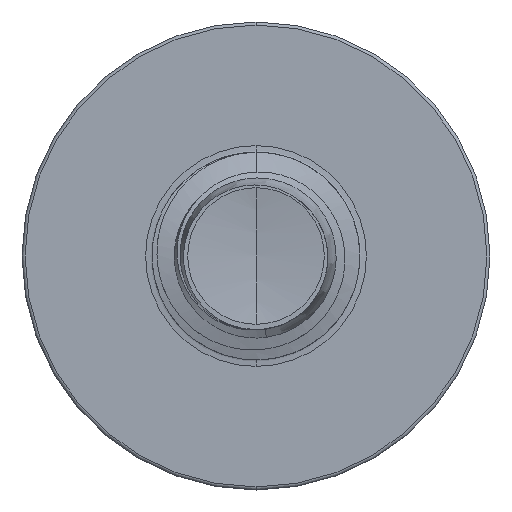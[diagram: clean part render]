
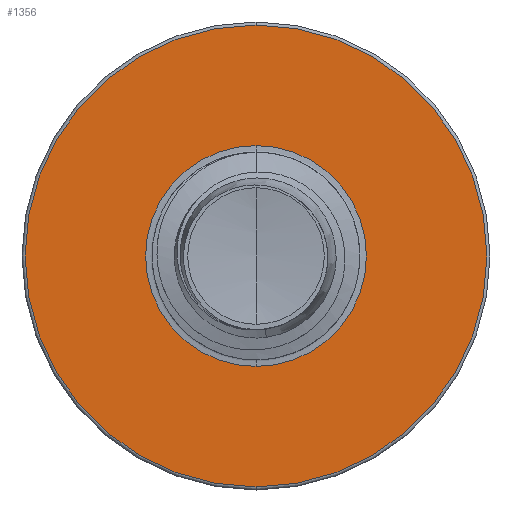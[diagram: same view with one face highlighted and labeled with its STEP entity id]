
A CAD part, front view. The second image highlights one B-rep face of the part: STEP entity #1356.
In plain terms, the highlighted planar face has unit normal (0, -1, 0).
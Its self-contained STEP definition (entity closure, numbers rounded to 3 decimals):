
#1308 = CARTESIAN_POINT ( 'NONE',  ( 0., 6.5, 3.186 ) ) ;
#1356 = ADVANCED_FACE ( 'NONE', ( #12973, #16409 ), #16286, .F. ) ;
#1521 = EDGE_LOOP ( 'NONE', ( #7246, #7368 ) ) ;
#2226 = DIRECTION ( 'NONE',  ( 0., 0., 1. ) ) ;
#2493 = VERTEX_POINT ( 'NONE', #1308 ) ;
#3648 = CARTESIAN_POINT ( 'NONE',  ( 0., 6.5, -3.186 ) ) ;
#3687 = AXIS2_PLACEMENT_3D ( 'NONE', #12778, #4611, #14107 ) ;
#3845 = EDGE_LOOP ( 'NONE', ( #6763, #7047 ) ) ;
#4115 = CIRCLE ( 'NONE', #4604, 3.186 ) ;
#4210 = EDGE_CURVE ( 'NONE', #4678, #2493, #15182, .T. ) ;
#4312 = EDGE_CURVE ( 'NONE', #5794, #12854, #4416, .T. ) ;
#4416 = CIRCLE ( 'NONE', #7386, 6.66 ) ;
#4551 = EDGE_CURVE ( 'NONE', #12854, #5794, #6784, .T. ) ;
#4604 = AXIS2_PLACEMENT_3D ( 'NONE', #13511, #5364, #14833 ) ;
#4611 = DIRECTION ( 'NONE',  ( 0., 1., 0. ) ) ;
#4678 = VERTEX_POINT ( 'NONE', #3648 ) ;
#4905 = CARTESIAN_POINT ( 'NONE',  ( 0., 6.5, 0. ) ) ;
#5364 = DIRECTION ( 'NONE',  ( 0., 1., 0. ) ) ;
#5794 = VERTEX_POINT ( 'NONE', #6458 ) ;
#6276 = DIRECTION ( 'NONE',  ( 0., 0., 1. ) ) ;
#6458 = CARTESIAN_POINT ( 'NONE',  ( 0., 6.5, 6.66 ) ) ;
#6763 = ORIENTED_EDGE ( 'NONE', *, *, #4312, .F. ) ;
#6784 = CIRCLE ( 'NONE', #11926, 6.66 ) ;
#6988 = DIRECTION ( 'NONE',  ( 0., 1., 0. ) ) ;
#7047 = ORIENTED_EDGE ( 'NONE', *, *, #4551, .F. ) ;
#7246 = ORIENTED_EDGE ( 'NONE', *, *, #17587, .T. ) ;
#7368 = ORIENTED_EDGE ( 'NONE', *, *, #4210, .T. ) ;
#7386 = AXIS2_PLACEMENT_3D ( 'NONE', #15461, #7447, #16746 ) ;
#7447 = DIRECTION ( 'NONE',  ( 0., 1., 0. ) ) ;
#10197 = CARTESIAN_POINT ( 'NONE',  ( 0., 6.5, -6.66 ) ) ;
#11926 = AXIS2_PLACEMENT_3D ( 'NONE', #4905, #14386, #6276 ) ;
#12778 = CARTESIAN_POINT ( 'NONE',  ( 0., 6.5, 0. ) ) ;
#12854 = VERTEX_POINT ( 'NONE', #10197 ) ;
#12973 = FACE_OUTER_BOUND ( 'NONE', #3845, .T. ) ;
#13511 = CARTESIAN_POINT ( 'NONE',  ( 0., 6.5, 0. ) ) ;
#13834 = CARTESIAN_POINT ( 'NONE',  ( 0., 6.5, -3.186 ) ) ;
#14107 = DIRECTION ( 'NONE',  ( 0., 0., 1. ) ) ;
#14386 = DIRECTION ( 'NONE',  ( 0., 1., 0. ) ) ;
#14833 = DIRECTION ( 'NONE',  ( 0., 0., 1. ) ) ;
#15182 = CIRCLE ( 'NONE', #3687, 3.186 ) ;
#15461 = CARTESIAN_POINT ( 'NONE',  ( 0., 6.5, 0. ) ) ;
#16286 = PLANE ( 'NONE',  #16728 ) ;
#16409 = FACE_BOUND ( 'NONE', #1521, .T. ) ;
#16728 = AXIS2_PLACEMENT_3D ( 'NONE', #13834, #6988, #2226 ) ;
#16746 = DIRECTION ( 'NONE',  ( 0., 0., 1. ) ) ;
#17587 = EDGE_CURVE ( 'NONE', #2493, #4678, #4115, .T. ) ;
